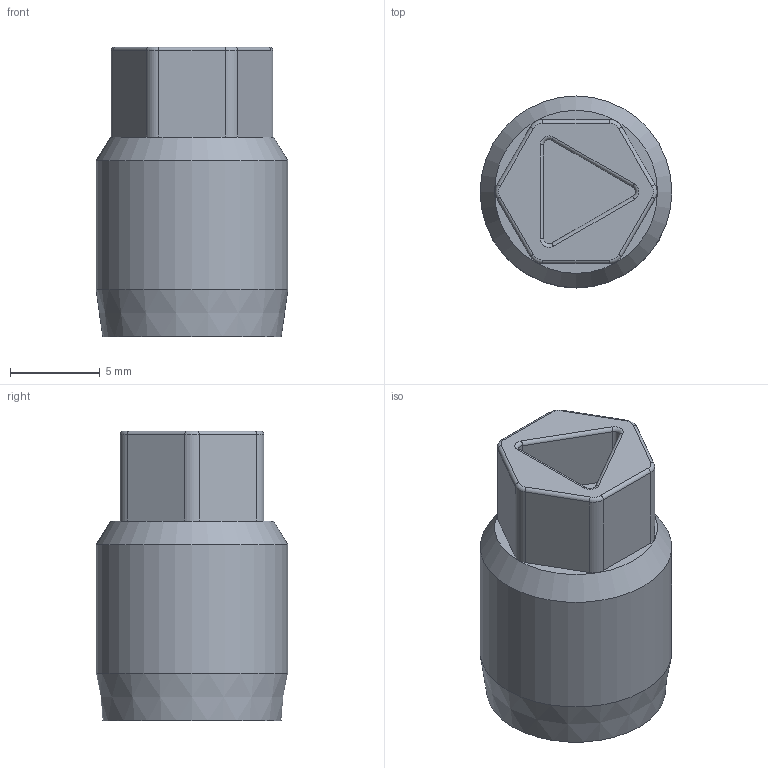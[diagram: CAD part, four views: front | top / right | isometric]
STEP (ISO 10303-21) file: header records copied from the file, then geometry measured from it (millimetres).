
FILE_DESCRIPTION(/* description */ ('STEP AP203'),/* implementation_level */ '2;1');
FILE_NAME(/* name */ '5 trianglehead v1.step',/* time_stamp */ '2025-04-04T09:15:24-07:00',/* author */ (''),/* organization */ (''),/* preprocessor_version */ 'ST-DEVELOPER v20.1',/* originating_system */ 'Autodesk Translation Framework v14.4.0.0',/* authorisation */ '');
FILE_SCHEMA (('AUTOMOTIVE_DESIGN { 1 0 10303 214 3 1 1 }'));
Length unit declared in the file: millimetre
Products named in the file (3): 5 trianglehead; allen; trianglr_M5 x 16
Assembly tree (2 placements, depth 2):
  5 trianglehead
    allen
    trianglr_M5 x 16
Bounding box: 10.66 x 10.66 x 16.11 mm (x, y, z)
Volume: 784.9 mm3; surface area: 986.7 mm2
Topology: 2 solids, 2 shells, 58 faces, 133 edges, 80 vertices
Faces by surface type: plane 26, cylinder 20, torus 9, cone 3
Full cylindrical faces by diameter (mm): 6.35 x1, 10.659 x1
Entity records: 1711 total; most frequent: DIRECTION 312, CARTESIAN_POINT 288, ORIENTED_EDGE 266, EDGE_CURVE 133, AXIS2_PLACEMENT_3D 122, VERTEX_POINT 80, LINE 68, VECTOR 68
